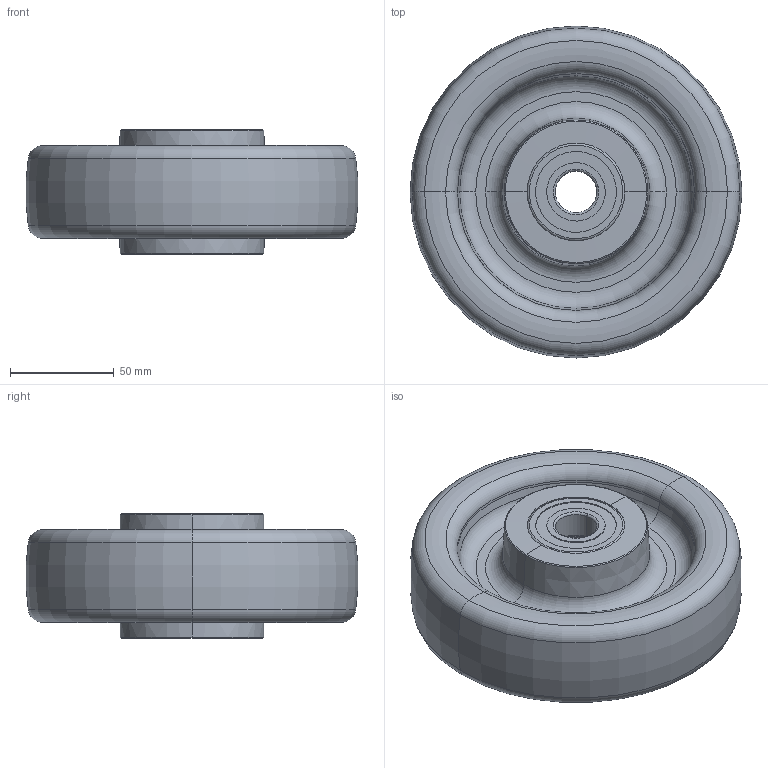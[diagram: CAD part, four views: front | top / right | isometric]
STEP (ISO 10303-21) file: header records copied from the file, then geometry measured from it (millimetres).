
FILE_DESCRIPTION (( 'STEP AP214' ), '1' );
FILE_NAME ('0014305.step', '2020-11-18T12:47:31', ( '' ), ( '' ), 'SwSTEP 2.0', 'SolidWorks 2018', '' );
FILE_SCHEMA (( 'AUTOMOTIVE_DESIGN' ));
Length unit declared in the file: millimetre
Products named in the file (1): 0014305
Bounding box: 159.73 x 159.73 x 60.1 mm (x, y, z)
Volume: 689191.9 mm3; surface area: 111437 mm2
Topology: 12 solids, 12 shells, 150 faces, 300 edges, 172 vertices
Faces by surface type: torus 66, cylinder 46, plane 22, cone 16
Entity records: 5695 total; most frequent: DIRECTION 840, CARTESIAN_POINT 623, ORIENTED_EDGE 600, AXIS2_PLACEMENT_3D 389, EDGE_CURVE 300, CIRCLE 238, VERTEX_POINT 172, EDGE_LOOP 172
